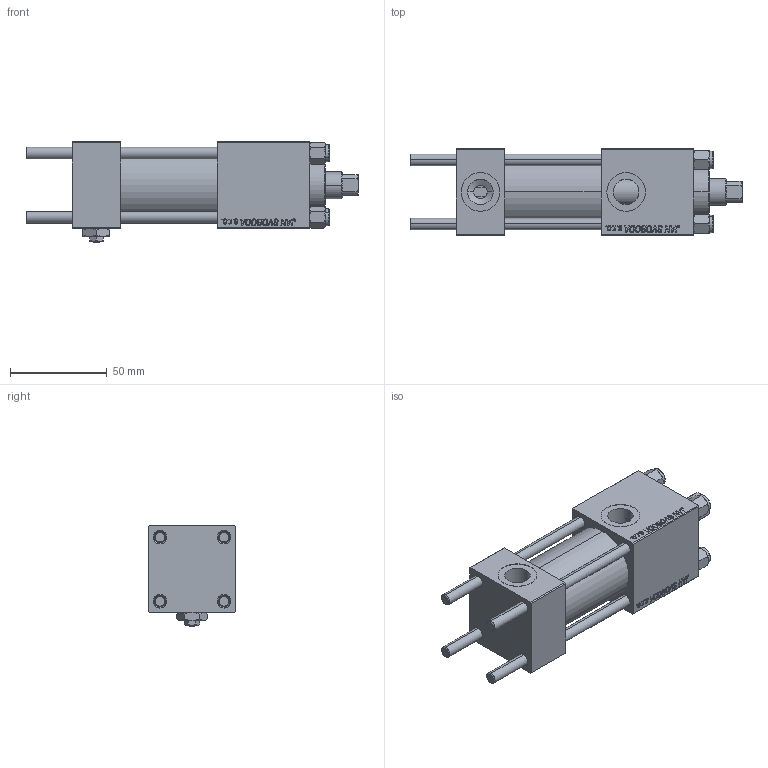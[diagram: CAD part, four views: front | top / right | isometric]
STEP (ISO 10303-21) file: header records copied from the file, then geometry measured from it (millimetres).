
FILE_DESCRIPTION (( 'STEP AP203' ), '1' );
FILE_NAME ('fa73.STEP', '2023-10-18T14:41:53', ( '' ), ( '' ), 'SwSTEP 2.0', 'SolidWorks 2019', '' );
FILE_SCHEMA (( 'CONFIG_CONTROL_DESIGN' ));
Length unit declared in the file: millimetre
Products named in the file (7): V215CR_VCP bd3b0417d086c7d5b31c1529363e5176; V215CR_BODY_A bd3b0417d086c7d5b31c1529363e5176; fa73; CR025_012_A_0_G_A_G_M_020_+#_##_TYCINKA bd3b0417d086c7d5b31c1529363e5176; V215_VC_A bd3b0417d086c7d5b31c1529363e5176; NUT_M5 bd3b0417d086c7d5b31c1529363e5176; Zatka_pro_OIL_PORT bd3b0417d086c7d5b31c1529363e5176
Assembly tree (12 placements, depth 2):
  fa73
    V215CR_BODY_A bd3b0417d086c7d5b31c1529363e5176
    CR025_012_A_0_G_A_G_M_020_+#_##_TYCINKA bd3b0417d086c7d5b31c1529363e5176  x4
    NUT_M5 bd3b0417d086c7d5b31c1529363e5176  x4
    V215CR_VCP bd3b0417d086c7d5b31c1529363e5176
    V215_VC_A bd3b0417d086c7d5b31c1529363e5176
    Zatka_pro_OIL_PORT bd3b0417d086c7d5b31c1529363e5176
Bounding box: 172 x 45 x 52 mm (x, y, z)
Volume: 197462.1 mm3; surface area: 73902.9 mm2
Topology: 12 solids, 12 shells, 1184 faces, 2974 edges, 1923 vertices
Faces by surface type: plane 542, bspline 392, cone 158, cylinder 84, torus 8
Entity records: 51595 total; most frequent: CARTESIAN_POINT 27551, ORIENTED_EDGE 5440, DIRECTION 3444, EDGE_CURVE 2720, VERTEX_POINT 1779, LINE 1628, VECTOR 1628, EDGE_LOOP 1195
